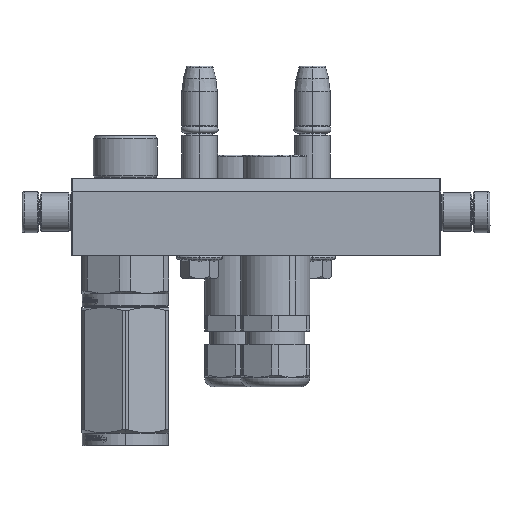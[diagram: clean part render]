
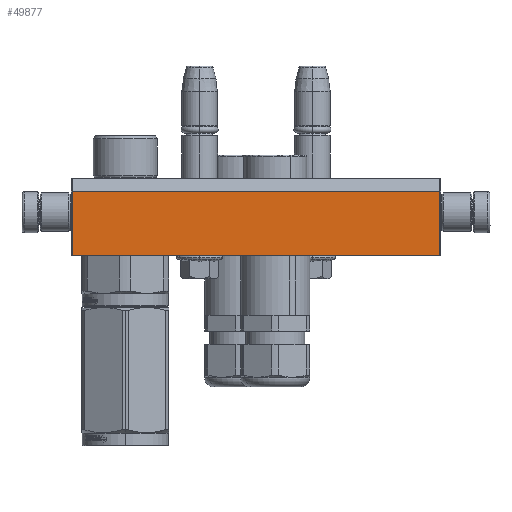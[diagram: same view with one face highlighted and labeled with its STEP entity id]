
A CAD part, left-side view. The second image highlights one B-rep face of the part: STEP entity #49877.
In plain terms, the highlighted face is planar.
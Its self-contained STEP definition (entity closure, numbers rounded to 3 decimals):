
#404 = ORIENTED_EDGE ( 'NONE', *, *, #24119, .F. ) ;
#1126 = EDGE_CURVE ( 'NONE', #81674, #84065, #21337, .T. ) ;
#2459 = ORIENTED_EDGE ( 'NONE', *, *, #38022, .T. ) ;
#5130 = CARTESIAN_POINT ( 'NONE',  ( 143.5, 5., -90. ) ) ;
#7148 = VECTOR ( 'NONE', #17552, 1000. ) ;
#10245 = EDGE_LOOP ( 'NONE', ( #58358, #404, #2459, #75269 ) ) ;
#13890 = AXIS2_PLACEMENT_3D ( 'NONE', #15334, #80970, #54953 ) ;
#14297 = DIRECTION ( 'NONE',  ( -1., 0., 0. ) ) ;
#15092 = CARTESIAN_POINT ( 'NONE',  ( 143.5, 5., -90. ) ) ;
#15334 = CARTESIAN_POINT ( 'NONE',  ( 144., 0., -90. ) ) ;
#17552 = DIRECTION ( 'NONE',  ( -1., 0., 0. ) ) ;
#17580 = LINE ( 'NONE', #15092, #52239 ) ;
#21337 = LINE ( 'NONE', #46913, #76465 ) ;
#22807 = EDGE_CURVE ( 'NONE', #70032, #84065, #61833, .T. ) ;
#24119 = EDGE_CURVE ( 'NONE', #83479, #70032, #17580, .T. ) ;
#26580 = LINE ( 'NONE', #71749, #7148 ) ;
#27108 = VECTOR ( 'NONE', #14297, 1000. ) ;
#36722 = FACE_OUTER_BOUND ( 'NONE', #10245, .T. ) ;
#38022 = EDGE_CURVE ( 'NONE', #83479, #81674, #26580, .T. ) ;
#46913 = CARTESIAN_POINT ( 'NONE',  ( 0.5, 5., -90. ) ) ;
#47328 = DIRECTION ( 'NONE',  ( 0., 1., 0. ) ) ;
#49604 = CARTESIAN_POINT ( 'NONE',  ( 0.5, 30., -90. ) ) ;
#49877 = ADVANCED_FACE ( 'NONE', ( #36722 ), #61263, .T. ) ;
#52239 = VECTOR ( 'NONE', #47328, 1000. ) ;
#53385 = CARTESIAN_POINT ( 'NONE',  ( 143.5, 30., -90. ) ) ;
#54953 = DIRECTION ( 'NONE',  ( -1., 0., 0. ) ) ;
#58358 = ORIENTED_EDGE ( 'NONE', *, *, #22807, .F. ) ;
#60906 = DIRECTION ( 'NONE',  ( 0., 1., 0. ) ) ;
#61263 = PLANE ( 'NONE',  #13890 ) ;
#61833 = LINE ( 'NONE', #53385, #27108 ) ;
#70032 = VERTEX_POINT ( 'NONE', #75348 ) ;
#71749 = CARTESIAN_POINT ( 'NONE',  ( 143.5, 5., -90. ) ) ;
#75235 = CARTESIAN_POINT ( 'NONE',  ( 0.5, 5., -90. ) ) ;
#75269 = ORIENTED_EDGE ( 'NONE', *, *, #1126, .T. ) ;
#75348 = CARTESIAN_POINT ( 'NONE',  ( 143.5, 30., -90. ) ) ;
#76465 = VECTOR ( 'NONE', #60906, 1000. ) ;
#80970 = DIRECTION ( 'NONE',  ( 0., 0., -1. ) ) ;
#81674 = VERTEX_POINT ( 'NONE', #75235 ) ;
#83479 = VERTEX_POINT ( 'NONE', #5130 ) ;
#84065 = VERTEX_POINT ( 'NONE', #49604 ) ;
